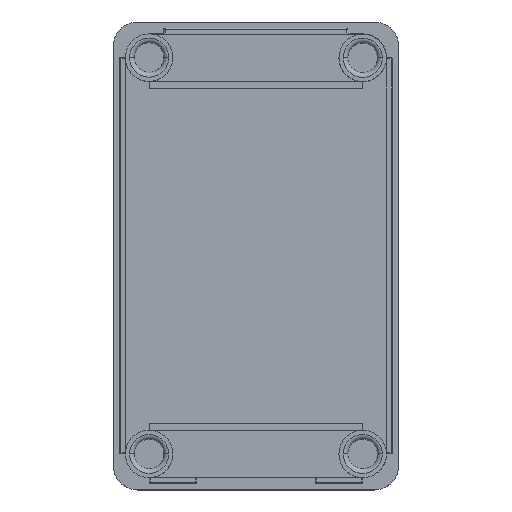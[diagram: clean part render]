
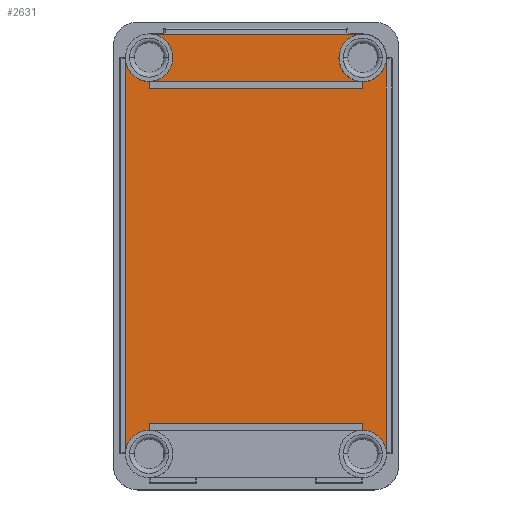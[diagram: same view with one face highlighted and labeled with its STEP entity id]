
A CAD part, top view. The second image highlights one B-rep face of the part: STEP entity #2631.
In plain terms, the highlighted planar face has unit normal (0, 0, 1).
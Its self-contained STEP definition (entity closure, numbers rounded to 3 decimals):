
#222=DIRECTION('',(0.,-1.,0.));
#223=VECTOR('',#222,167.2);
#224=CARTESIAN_POINT('',(-10.1,71.1,-87.));
#225=LINE('',#224,#223);
#266=DIRECTION('',(-1.,0.,0.));
#267=VECTOR('',#266,90.2);
#268=CARTESIAN_POINT('',(90.1,81.1,-87.));
#269=LINE('',#268,#267);
#698=DIRECTION('',(0.,-1.,0.));
#699=VECTOR('',#698,3.1);
#700=CARTESIAN_POINT('',(-0.1,61.1,-87.));
#701=LINE('',#700,#699);
#702=DIRECTION('',(1.,0.,0.));
#703=VECTOR('',#702,90.1);
#704=CARTESIAN_POINT('',(-0.1,58.,-87.));
#705=LINE('',#704,#703);
#706=DIRECTION('',(0.,1.,0.));
#707=VECTOR('',#706,3.);
#708=CARTESIAN_POINT('',(90.,58.,-87.));
#709=LINE('',#708,#707);
#710=CARTESIAN_POINT('',(90.,71.,-87.));
#711=DIRECTION('',(0.,0.,1.));
#712=DIRECTION('',(0.,-1.,0.));
#713=AXIS2_PLACEMENT_3D('',#710,#711,#712);
#715=CARTESIAN_POINT('',(90.,71.,-87.));
#716=DIRECTION('',(0.,0.,1.));
#717=DIRECTION('',(1.,0.,0.));
#718=AXIS2_PLACEMENT_3D('',#715,#716,#717);
#720=CARTESIAN_POINT('',(90.,71.,-87.));
#721=DIRECTION('',(0.,0.,1.));
#722=DIRECTION('',(-1.,0.,0.));
#723=AXIS2_PLACEMENT_3D('',#720,#721,#722);
#725=DIRECTION('',(-1.,0.,0.));
#726=VECTOR('',#725,88.689);
#727=CARTESIAN_POINT('',(88.589,61.1,-87.));
#728=LINE('',#727,#726);
#729=CARTESIAN_POINT('',(90.,-96.1,-87.));
#730=DIRECTION('',(0.,0.,1.));
#731=DIRECTION('',(0.01,-1.,0.));
#732=AXIS2_PLACEMENT_3D('',#729,#730,#731);
#734=CARTESIAN_POINT('',(90.,-96.1,-87.));
#735=DIRECTION('',(0.,0.,1.));
#736=DIRECTION('',(1.,0.,0.));
#737=AXIS2_PLACEMENT_3D('',#734,#735,#736);
#739=DIRECTION('',(0.,1.,0.));
#740=VECTOR('',#739,3.);
#741=CARTESIAN_POINT('',(90.,-86.1,-87.));
#742=LINE('',#741,#740);
#743=DIRECTION('',(-1.,0.,0.));
#744=VECTOR('',#743,90.1);
#745=CARTESIAN_POINT('',(90.,-83.1,-87.));
#746=LINE('',#745,#744);
#747=DIRECTION('',(0.,-1.,0.));
#748=VECTOR('',#747,3.);
#749=CARTESIAN_POINT('',(-0.1,-83.1,-87.));
#750=LINE('',#749,#748);
#846=CARTESIAN_POINT('',(-0.1,71.1,-87.));
#847=DIRECTION('',(0.,0.,-1.));
#848=DIRECTION('',(0.,1.,0.));
#849=AXIS2_PLACEMENT_3D('',#846,#847,#848);
#851=CARTESIAN_POINT('',(-0.1,71.1,-87.));
#852=DIRECTION('',(0.,0.,-1.));
#853=DIRECTION('',(0.,-1.,0.));
#854=AXIS2_PLACEMENT_3D('',#851,#852,#853);
#861=CARTESIAN_POINT('',(90.1,71.1,-87.));
#862=DIRECTION('',(0.,0.,-1.));
#863=DIRECTION('',(0.,1.,0.));
#864=AXIS2_PLACEMENT_3D('',#861,#862,#863);
#879=DIRECTION('',(0.,1.,0.));
#880=VECTOR('',#879,167.2);
#881=CARTESIAN_POINT('',(100.1,-96.1,-87.));
#882=LINE('',#881,#880);
#902=CARTESIAN_POINT('',(90.1,-96.1,-87.));
#903=DIRECTION('',(0.,0.,-1.));
#904=DIRECTION('',(1.,0.,0.));
#905=AXIS2_PLACEMENT_3D('',#902,#903,#904);
#919=CARTESIAN_POINT('',(-0.1,-96.1,-87.));
#920=DIRECTION('',(0.,0.,-1.));
#921=DIRECTION('',(-1.,0.,0.));
#922=AXIS2_PLACEMENT_3D('',#919,#920,#921);
#1312=CARTESIAN_POINT('',(100.1,-96.1,-87.));
#1313=CARTESIAN_POINT('',(100.1,71.1,-87.));
#1314=VERTEX_POINT('',#1312);
#1315=VERTEX_POINT('',#1313);
#1316=CARTESIAN_POINT('',(90.1,81.1,-87.));
#1317=VERTEX_POINT('',#1316);
#1318=CARTESIAN_POINT('',(90.1,-106.1,-87.));
#1319=VERTEX_POINT('',#1318);
#1362=CARTESIAN_POINT('',(-0.1,81.1,-87.));
#1364=VERTEX_POINT('',#1362);
#1366=CARTESIAN_POINT('',(-10.1,71.1,-87.));
#1368=VERTEX_POINT('',#1366);
#1370=CARTESIAN_POINT('',(-10.1,-96.1,-87.));
#1372=VERTEX_POINT('',#1370);
#1382=CARTESIAN_POINT('',(100.,71.,-87.));
#1383=CARTESIAN_POINT('',(80.,71.,-87.));
#1384=VERTEX_POINT('',#1382);
#1385=VERTEX_POINT('',#1383);
#1388=CARTESIAN_POINT('',(100.,-96.1,-87.));
#1389=VERTEX_POINT('',#1388);
#1452=CARTESIAN_POINT('',(-0.1,61.1,-87.));
#1453=CARTESIAN_POINT('',(-0.1,58.,-87.));
#1454=VERTEX_POINT('',#1452);
#1455=VERTEX_POINT('',#1453);
#1456=CARTESIAN_POINT('',(90.,58.,-87.));
#1457=VERTEX_POINT('',#1456);
#1458=CARTESIAN_POINT('',(90.,61.,-87.));
#1459=VERTEX_POINT('',#1458);
#1460=CARTESIAN_POINT('',(88.589,61.1,-87.));
#1461=VERTEX_POINT('',#1460);
#1462=CARTESIAN_POINT('',(90.,-86.1,-87.));
#1463=CARTESIAN_POINT('',(90.,-83.1,-87.));
#1464=VERTEX_POINT('',#1462);
#1465=VERTEX_POINT('',#1463);
#1466=CARTESIAN_POINT('',(-0.1,-83.1,-87.));
#1467=VERTEX_POINT('',#1466);
#1468=CARTESIAN_POINT('',(-0.1,-86.1,-87.));
#1469=VERTEX_POINT('',#1468);
#2587=CARTESIAN_POINT('',(0.,0.,-87.));
#2588=DIRECTION('',(0.,0.,-1.));
#2589=DIRECTION('',(-1.,0.,0.));
#2590=AXIS2_PLACEMENT_3D('',#2587,#2588,#2589);
#2591=PLANE('',#2590);
#2593=ORIENTED_EDGE('',*,*,#2592,.T.);
#2595=ORIENTED_EDGE('',*,*,#2594,.T.);
#2597=ORIENTED_EDGE('',*,*,#2596,.T.);
#2599=ORIENTED_EDGE('',*,*,#2598,.T.);
#2601=ORIENTED_EDGE('',*,*,#2600,.T.);
#2603=ORIENTED_EDGE('',*,*,#2602,.T.);
#2605=ORIENTED_EDGE('',*,*,#2604,.T.);
#2607=ORIENTED_EDGE('',*,*,#2606,.F.);
#2608=ORIENTED_EDGE('',*,*,#1972,.F.);
#2610=ORIENTED_EDGE('',*,*,#2609,.T.);
#2612=ORIENTED_EDGE('',*,*,#2611,.F.);
#2614=ORIENTED_EDGE('',*,*,#2613,.T.);
#2616=ORIENTED_EDGE('',*,*,#2615,.T.);
#2617=ORIENTED_EDGE('',*,*,#2575,.T.);
#2619=ORIENTED_EDGE('',*,*,#2618,.T.);
#2621=ORIENTED_EDGE('',*,*,#2620,.T.);
#2623=ORIENTED_EDGE('',*,*,#2622,.T.);
#2625=ORIENTED_EDGE('',*,*,#2624,.F.);
#2626=ORIENTED_EDGE('',*,*,#1933,.F.);
#2628=ORIENTED_EDGE('',*,*,#2627,.F.);
#2629=EDGE_LOOP('',(#2593,#2595,#2597,#2599,#2601,#2603,#2605,#2607,#2608,#2610,
#2612,#2614,#2616,#2617,#2619,#2621,#2623,#2625,#2626,#2628));
#2630=FACE_OUTER_BOUND('',#2629,.F.);
#2631=ADVANCED_FACE('',(#2630),#2591,.F.);
#714=CIRCLE('',#713,10.);
#719=CIRCLE('',#718,10.);
#724=CIRCLE('',#723,10.);
#733=CIRCLE('',#732,10.);
#738=CIRCLE('',#737,10.);
#850=CIRCLE('',#849,10.);
#855=CIRCLE('',#854,10.);
#865=CIRCLE('',#864,10.);
#906=CIRCLE('',#905,10.);
#923=CIRCLE('',#922,10.);
#1933=EDGE_CURVE('',#1368,#1372,#225,.T.);
#1972=EDGE_CURVE('',#1317,#1364,#269,.T.);
#2575=EDGE_CURVE('',#1389,#1464,#738,.T.);
#2592=EDGE_CURVE('',#1454,#1455,#701,.T.);
#2594=EDGE_CURVE('',#1455,#1457,#705,.T.);
#2596=EDGE_CURVE('',#1457,#1459,#709,.T.);
#2598=EDGE_CURVE('',#1459,#1384,#714,.T.);
#2600=EDGE_CURVE('',#1384,#1385,#719,.T.);
#2602=EDGE_CURVE('',#1385,#1461,#724,.T.);
#2604=EDGE_CURVE('',#1461,#1454,#728,.T.);
#2606=EDGE_CURVE('',#1364,#1454,#850,.T.);
#2609=EDGE_CURVE('',#1317,#1315,#865,.T.);
#2611=EDGE_CURVE('',#1314,#1315,#882,.T.);
#2613=EDGE_CURVE('',#1314,#1319,#906,.T.);
#2615=EDGE_CURVE('',#1319,#1389,#733,.T.);
#2618=EDGE_CURVE('',#1464,#1465,#742,.T.);
#2620=EDGE_CURVE('',#1465,#1467,#746,.T.);
#2622=EDGE_CURVE('',#1467,#1469,#750,.T.);
#2624=EDGE_CURVE('',#1372,#1469,#923,.T.);
#2627=EDGE_CURVE('',#1454,#1368,#855,.T.);
